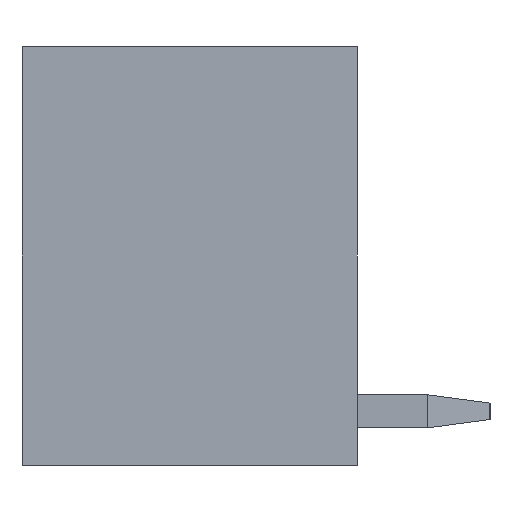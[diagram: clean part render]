
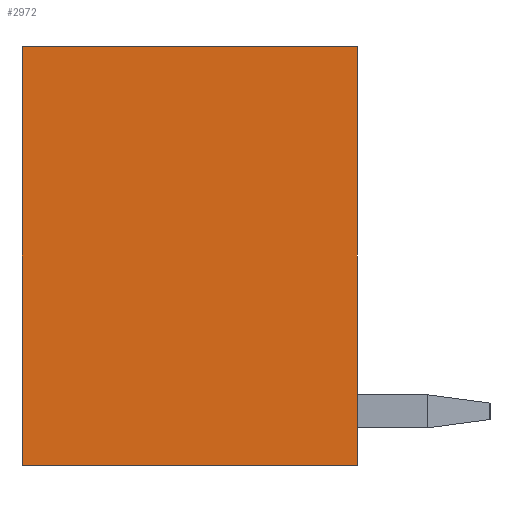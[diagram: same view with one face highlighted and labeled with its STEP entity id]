
A CAD part, left-side view. The second image highlights one B-rep face of the part: STEP entity #2972.
In plain terms, the highlighted planar face has unit normal (-1, 0, 0).
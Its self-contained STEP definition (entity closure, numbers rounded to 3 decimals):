
#2964=AXIS2_PLACEMENT_3D('Plane Axis2P3D',#2961,#2962,#2963) ;
#1597=CARTESIAN_POINT('Line Origine',(0.,7.25,10.1)) ;
#1601=CARTESIAN_POINT('Vertex',(0.,3.2,10.1)) ;
#1603=CARTESIAN_POINT('Vertex',(0.,11.3,10.1)) ;
#2458=CARTESIAN_POINT('Line Origine',(0.,11.3,5.05)) ;
#2462=CARTESIAN_POINT('Vertex',(0.,11.3,0.)) ;
#2490=CARTESIAN_POINT('Line Origine',(0.,7.25,0.)) ;
#2494=CARTESIAN_POINT('Vertex',(0.,3.2,0.)) ;
#2522=CARTESIAN_POINT('Line Origine',(0.,3.2,5.05)) ;
#2961=CARTESIAN_POINT('Axis2P3D Location',(0.,7.2,3.5)) ;
#1598=DIRECTION('Vector Direction',(0.,1.,0.)) ;
#2459=DIRECTION('Vector Direction',(0.,0.,-1.)) ;
#2491=DIRECTION('Vector Direction',(0.,-1.,0.)) ;
#2523=DIRECTION('Vector Direction',(0.,0.,1.)) ;
#2962=DIRECTION('Axis2P3D Direction',(-1.,0.,0.)) ;
#2963=DIRECTION('Axis2P3D XDirection',(0.,-1.,0.)) ;
#1599=VECTOR('Line Direction',#1598,1.) ;
#2460=VECTOR('Line Direction',#2459,1.) ;
#2492=VECTOR('Line Direction',#2491,1.) ;
#2524=VECTOR('Line Direction',#2523,1.) ;
#2967=ORIENTED_EDGE('',*,*,#2496,.T.) ;
#2968=ORIENTED_EDGE('',*,*,#2526,.T.) ;
#2969=ORIENTED_EDGE('',*,*,#1605,.T.) ;
#2970=ORIENTED_EDGE('',*,*,#2464,.T.) ;
#2972=ADVANCED_FACE('BREP_WITH_VOIDS #14047',(#2971),#2965,.T.) ;
#1605=EDGE_CURVE('',#1602,#1604,#1600,.T.) ;
#2464=EDGE_CURVE('',#1604,#2463,#2461,.T.) ;
#2496=EDGE_CURVE('',#2463,#2495,#2493,.T.) ;
#2526=EDGE_CURVE('',#2495,#1602,#2525,.T.) ;
#2966=EDGE_LOOP('',(#2967,#2968,#2969,#2970)) ;
#2971=FACE_OUTER_BOUND('',#2966,.T.) ;
#1600=LINE('Line',#1597,#1599) ;
#2461=LINE('Line',#2458,#2460) ;
#2493=LINE('Line',#2490,#2492) ;
#2525=LINE('Line',#2522,#2524) ;
#2965=PLANE('',#2964) ;
#1602=VERTEX_POINT('',#1601) ;
#1604=VERTEX_POINT('',#1603) ;
#2463=VERTEX_POINT('',#2462) ;
#2495=VERTEX_POINT('',#2494) ;
